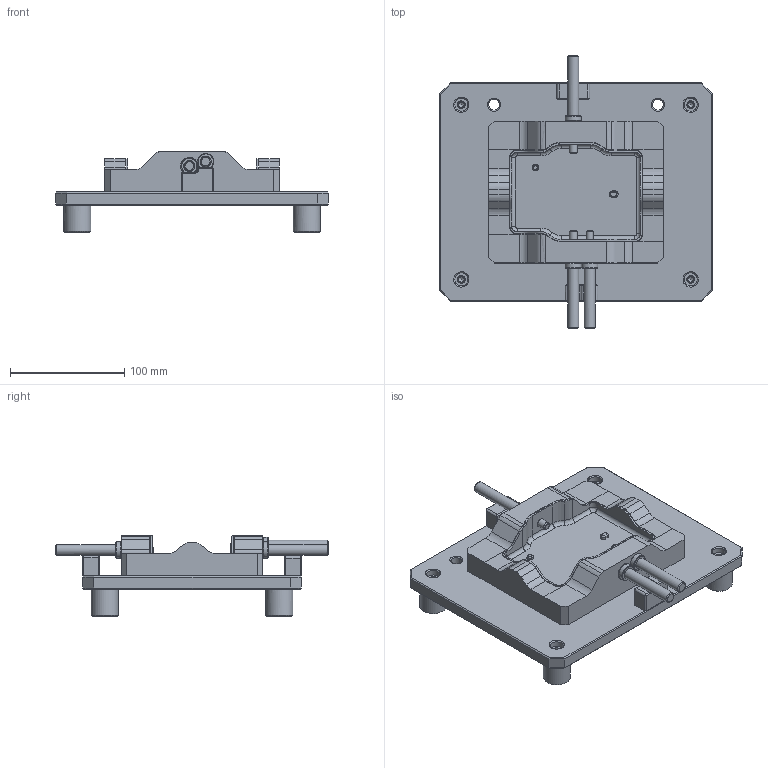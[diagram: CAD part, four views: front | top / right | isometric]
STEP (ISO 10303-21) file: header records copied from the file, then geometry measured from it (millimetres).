
FILE_DESCRIPTION(('FreeCAD Model'),'2;1');
FILE_NAME('Open CASCADE Shape Model','2025-05-04T06:12:23',('FreeCAD'),( 'FreeCAD'),'Open CASCADE STEP processor 7.6','FreeCAD','Unknown');
FILE_SCHEMA(('AUTOMOTIVE_DESIGN { 1 0 10303 214 1 1 1 1 }'));
Length unit declared in the file: millimetre
Products named in the file (1): Open CASCADE STEP translator 7.6 1
Bounding box: 238.93 x 238.93 x 70.72 mm (x, y, z)
Volume: 931976.4 mm3; surface area: 224662.9 mm2
Topology: 15 solids, 15 shells, 435 faces, 1056 edges, 671 vertices
Faces by surface type: bspline 435
Entity records: 13991 total; most frequent: CARTESIAN_POINT 7958, ORIENTED_EDGE 2036, EDGE_CURVE 1018, VERTEX_POINT 647, B_SPLINE_CURVE_WITH_KNOTS 578, FACE_BOUND 523, EDGE_LOOP 523, ADVANCED_FACE 435
